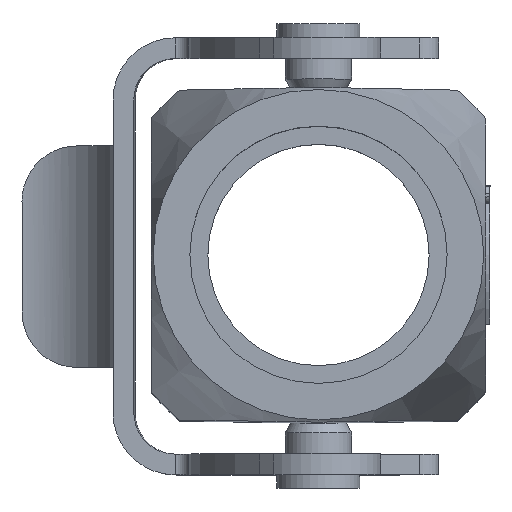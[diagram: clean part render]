
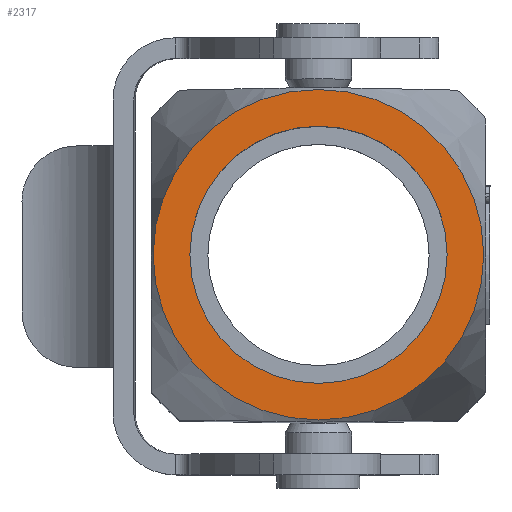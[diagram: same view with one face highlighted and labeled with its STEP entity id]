
A CAD part, top view. The second image highlights one B-rep face of the part: STEP entity #2317.
In plain terms, the highlighted planar face has unit normal (0, 0, 1).
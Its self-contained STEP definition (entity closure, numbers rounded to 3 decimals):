
#1251=FACE_BOUND('',#3034,.T.);
#1252=FACE_BOUND('',#3035,.T.);
#2317=ADVANCED_FACE('',(#1251,#1252),#2601,.F.);
#2601=PLANE('',#6519);
#3034=EDGE_LOOP('',(#3614));
#3035=EDGE_LOOP('',(#3615));
#3614=ORIENTED_EDGE('',*,*,#5572,.F.);
#3615=ORIENTED_EDGE('',*,*,#5571,.F.);
#5041=VERTEX_POINT('',#8995);
#5042=VERTEX_POINT('',#8998);
#5571=EDGE_CURVE('',#5041,#5041,#6127,.T.);
#5572=EDGE_CURVE('',#5042,#5042,#6128,.T.);
#6127=CIRCLE('',#6516,11.95);
#6128=CIRCLE('',#6518,9.3);
#6516=AXIS2_PLACEMENT_3D('',#8994,#7133,#7134);
#6518=AXIS2_PLACEMENT_3D('',#8997,#7137,#7138);
#6519=AXIS2_PLACEMENT_3D('',#8999,#7139,#7140);
#7133=DIRECTION('',(0.,0.,-1.));
#7134=DIRECTION('',(-1.,0.,0.));
#7137=DIRECTION('',(0.,0.,1.));
#7138=DIRECTION('',(-1.,0.,0.));
#7139=DIRECTION('',(0.,0.,-1.));
#7140=DIRECTION('',(-1.,0.,0.));
#8994=CARTESIAN_POINT('',(0.,0.,57.));
#8995=CARTESIAN_POINT('',(-11.95,0.,57.));
#8997=CARTESIAN_POINT('',(0.,0.,57.));
#8998=CARTESIAN_POINT('',(-9.3,0.,57.));
#8999=CARTESIAN_POINT('',(0.,0.,57.));
